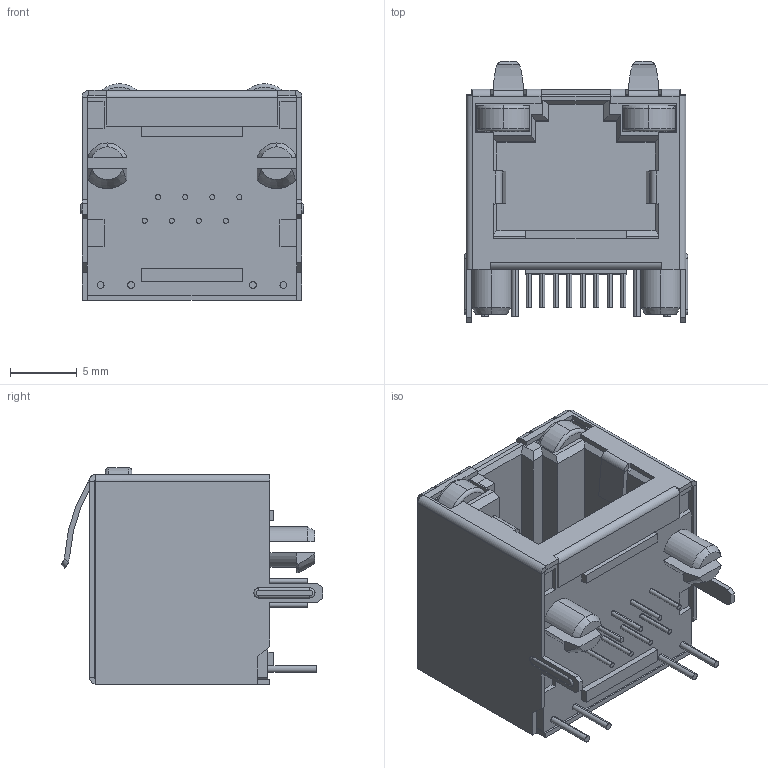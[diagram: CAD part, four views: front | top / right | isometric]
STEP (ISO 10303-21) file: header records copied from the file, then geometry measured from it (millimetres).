
FILE_DESCRIPTION (( 'STEP AP214' ), '1' );
FILE_NAME ('RJHSE-5381.STEP', '2021-04-20T19:57:23', ( '' ), ( '' ), 'SwSTEP 2.0', 'SolidWorks 2017', '' );
FILE_SCHEMA (( 'AUTOMOTIVE_DESIGN' ));
Length unit declared in the file: millimetre
Products named in the file (2): RJHSE-5381
Assembly tree (1 placements, depth 2):
  RJHSE-5381
    RJHSE-5381
Bounding box: 16.76 x 19.66 x 16.26 mm (x, y, z)
Volume: 2484.3 mm3; surface area: 3986.4 mm2
Topology: 16 solids, 16 shells, 362 faces, 851 edges, 524 vertices
Faces by surface type: plane 252, cylinder 90, torus 10, cone 6, bspline 4
Entity records: 10816 total; most frequent: CARTESIAN_POINT 2373, ORIENTED_EDGE 1702, DIRECTION 1671, EDGE_CURVE 851, VECTOR 619, LINE 619, AXIS2_PLACEMENT_3D 526, VERTEX_POINT 524
